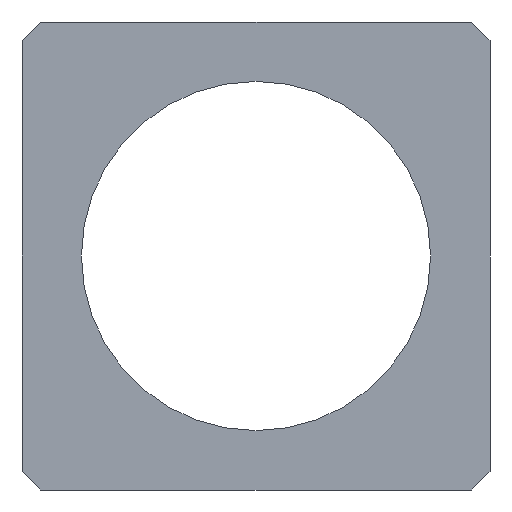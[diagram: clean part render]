
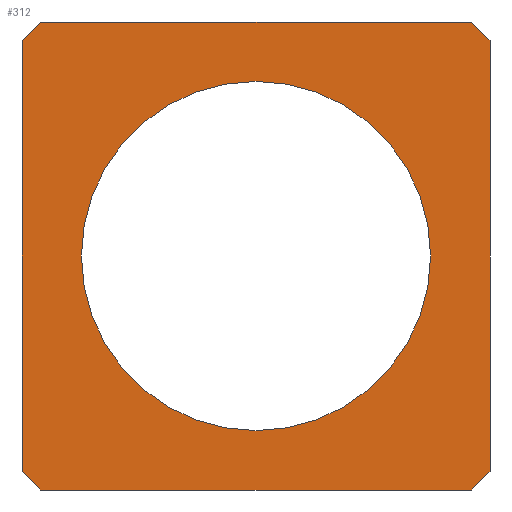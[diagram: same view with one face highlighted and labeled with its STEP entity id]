
A CAD part, front view. The second image highlights one B-rep face of the part: STEP entity #312.
In plain terms, the highlighted planar face has unit normal (0, -1, 0).
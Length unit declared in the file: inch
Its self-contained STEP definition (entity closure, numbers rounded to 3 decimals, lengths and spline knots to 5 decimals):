
#10 = LINE ( 'NONE', #313, #281 ) ;
#15 = VERTEX_POINT ( 'NONE', #47 ) ;
#19 = CARTESIAN_POINT ( 'NONE',  ( 0.025, 0., -0.025 ) ) ;
#21 = DIRECTION ( 'NONE',  ( -0.707, 0., -0.707 ) ) ;
#27 = CARTESIAN_POINT ( 'NONE',  ( 0.05, 0., -1.24 ) ) ;
#44 = ORIENTED_EDGE ( 'NONE', *, *, #420, .F. ) ;
#47 = CARTESIAN_POINT ( 'NONE',  ( 1.24, 0., -0.05 ) ) ;
#55 = VECTOR ( 'NONE', #176, 39.37008 ) ;
#62 = VECTOR ( 'NONE', #79, 39.37008 ) ;
#65 = EDGE_LOOP ( 'NONE', ( #198 ) ) ;
#73 = ORIENTED_EDGE ( 'NONE', *, *, #311, .F. ) ;
#78 = VERTEX_POINT ( 'NONE', #82 ) ;
#79 = DIRECTION ( 'NONE',  ( 0., 0., -1. ) ) ;
#82 = CARTESIAN_POINT ( 'NONE',  ( 1.19, 0., -1.24 ) ) ;
#83 = VERTEX_POINT ( 'NONE', #243 ) ;
#95 = AXIS2_PLACEMENT_3D ( 'NONE', #421, #422, #429 ) ;
#99 = VERTEX_POINT ( 'NONE', #384 ) ;
#103 = EDGE_CURVE ( 'NONE', #78, #148, #266, .T. ) ;
#106 = VERTEX_POINT ( 'NONE', #399 ) ;
#119 = ORIENTED_EDGE ( 'NONE', *, *, #369, .T. ) ;
#120 = EDGE_CURVE ( 'NONE', #83, #83, #164, .T. ) ;
#129 = VERTEX_POINT ( 'NONE', #430 ) ;
#136 = ORIENTED_EDGE ( 'NONE', *, *, #156, .T. ) ;
#148 = VERTEX_POINT ( 'NONE', #431 ) ;
#156 = EDGE_CURVE ( 'NONE', #99, #407, #166, .T. ) ;
#161 = FACE_BOUND ( 'NONE', #65, .T. ) ;
#163 = VECTOR ( 'NONE', #21, 39.37008 ) ;
#164 = CIRCLE ( 'NONE', #95, 0.4625 ) ;
#166 = LINE ( 'NONE', #19, #163 ) ;
#176 = DIRECTION ( 'NONE',  ( 0., 0., 1. ) ) ;
#186 = ORIENTED_EDGE ( 'NONE', *, *, #301, .T. ) ;
#187 = PLANE ( 'NONE',  #326 ) ;
#198 = ORIENTED_EDGE ( 'NONE', *, *, #120, .T. ) ;
#215 = ORIENTED_EDGE ( 'NONE', *, *, #450, .F. ) ;
#243 = CARTESIAN_POINT ( 'NONE',  ( 0.62, 0., -0.1575 ) ) ;
#250 = CARTESIAN_POINT ( 'NONE',  ( -0.595, 0., -0.595 ) ) ;
#266 = LINE ( 'NONE', #376, #270 ) ;
#268 = CARTESIAN_POINT ( 'NONE',  ( 0., 0., 0. ) ) ;
#270 = VECTOR ( 'NONE', #387, 39.37008 ) ;
#281 = VECTOR ( 'NONE', #448, 39.37008 ) ;
#291 = FACE_OUTER_BOUND ( 'NONE', #368, .T. ) ;
#292 = CARTESIAN_POINT ( 'NONE',  ( 0., 0., -0.05 ) ) ;
#300 = EDGE_CURVE ( 'NONE', #78, #423, #329, .T. ) ;
#301 = EDGE_CURVE ( 'NONE', #15, #106, #324, .T. ) ;
#304 = LINE ( 'NONE', #424, #62 ) ;
#306 = LINE ( 'NONE', #268, #55 ) ;
#311 = EDGE_CURVE ( 'NONE', #99, #106, #10, .T. ) ;
#312 = ADVANCED_FACE ( 'NONE', ( #161, #291 ), #187, .T. ) ;
#313 = CARTESIAN_POINT ( 'NONE',  ( 0., 0., 0. ) ) ;
#318 = VECTOR ( 'NONE', #443, 39.37008 ) ;
#319 = LINE ( 'NONE', #250, #339 ) ;
#324 = LINE ( 'NONE', #406, #318 ) ;
#326 = AXIS2_PLACEMENT_3D ( 'NONE', #371, #451, #434 ) ;
#328 = VECTOR ( 'NONE', #433, 39.37008 ) ;
#329 = LINE ( 'NONE', #396, #328 ) ;
#339 = VECTOR ( 'NONE', #395, 39.37008 ) ;
#368 = EDGE_LOOP ( 'NONE', ( #44, #119, #375, #419, #215, #186, #73, #136 ) ) ;
#369 = EDGE_CURVE ( 'NONE', #129, #423, #319, .T. ) ;
#371 = CARTESIAN_POINT ( 'NONE',  ( 0., 0., 0. ) ) ;
#375 = ORIENTED_EDGE ( 'NONE', *, *, #300, .F. ) ;
#376 = CARTESIAN_POINT ( 'NONE',  ( 1.215, 0., -1.215 ) ) ;
#384 = CARTESIAN_POINT ( 'NONE',  ( 0.05, 0., 0. ) ) ;
#387 = DIRECTION ( 'NONE',  ( 0.707, 0., 0.707 ) ) ;
#395 = DIRECTION ( 'NONE',  ( 0.707, 0., -0.707 ) ) ;
#396 = CARTESIAN_POINT ( 'NONE',  ( 0., 0., -1.24 ) ) ;
#399 = CARTESIAN_POINT ( 'NONE',  ( 1.19, 0., 0. ) ) ;
#406 = CARTESIAN_POINT ( 'NONE',  ( 0.595, 0., 0.595 ) ) ;
#407 = VERTEX_POINT ( 'NONE', #292 ) ;
#419 = ORIENTED_EDGE ( 'NONE', *, *, #103, .T. ) ;
#420 = EDGE_CURVE ( 'NONE', #129, #407, #306, .T. ) ;
#421 = CARTESIAN_POINT ( 'NONE',  ( 0.62, 0., -0.62 ) ) ;
#422 = DIRECTION ( 'NONE',  ( 0., 1., 0. ) ) ;
#423 = VERTEX_POINT ( 'NONE', #27 ) ;
#424 = CARTESIAN_POINT ( 'NONE',  ( 1.24, 0., 0. ) ) ;
#429 = DIRECTION ( 'NONE',  ( 0., 0., 1. ) ) ;
#430 = CARTESIAN_POINT ( 'NONE',  ( 0., 0., -1.19 ) ) ;
#431 = CARTESIAN_POINT ( 'NONE',  ( 1.24, 0., -1.19 ) ) ;
#433 = DIRECTION ( 'NONE',  ( -1., 0., 0. ) ) ;
#434 = DIRECTION ( 'NONE',  ( 0., 0., -1. ) ) ;
#443 = DIRECTION ( 'NONE',  ( -0.707, 0., 0.707 ) ) ;
#448 = DIRECTION ( 'NONE',  ( 1., 0., 0. ) ) ;
#450 = EDGE_CURVE ( 'NONE', #15, #148, #304, .T. ) ;
#451 = DIRECTION ( 'NONE',  ( 0., -1., 0. ) ) ;
